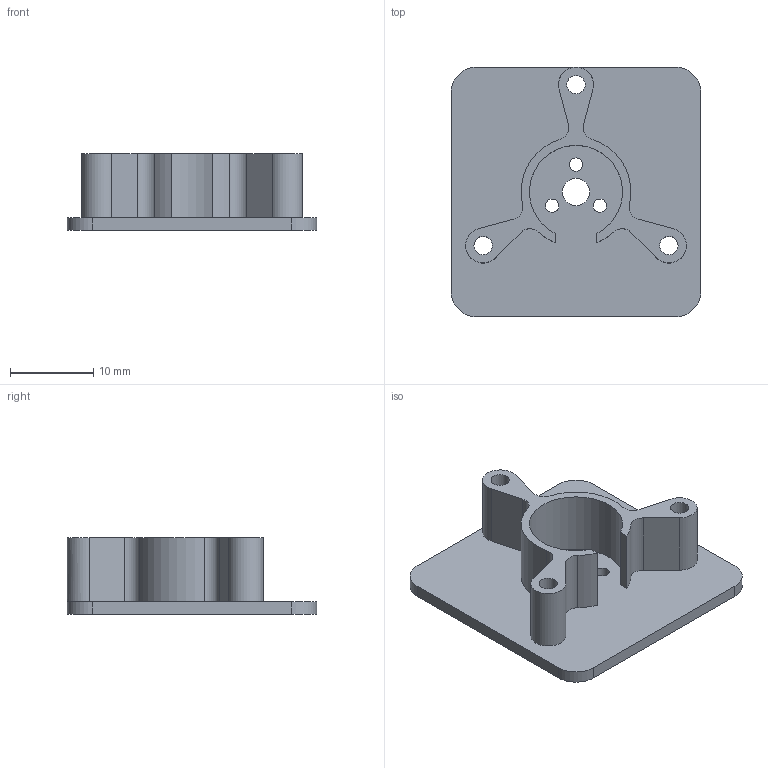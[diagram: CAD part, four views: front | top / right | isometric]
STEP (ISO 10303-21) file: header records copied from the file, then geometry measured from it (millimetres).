
FILE_DESCRIPTION(/* description */ ('STEP AP242','CAx-IF Rec.Pracs.---Representation and Presentation of Product Manufacturing Information (PMI)---4.0---2014-10-13','CAx-IF Rec.Pracs.---3D Tessellated Geometry---0.4---2014-09-14','2;1'),/* implementation_level */ '2;1');
FILE_NAME(/* name */ 'test magnetic encoder - motor mount',/* time_stamp */ '2024-07-25T17:46:04Z',/* author */ (''),/* organization */ (''),/* preprocessor_version */ 'ST-DEVELOPER v20',/* originating_system */ ' ',/* authorisation */ ' ');
FILE_SCHEMA (('AP242_MANAGED_MODEL_BASED_3D_ENGINEERING_MIM_LF { 1 0 10303 442 1 1 4 }'));
Length unit declared in the file: metre
Products named in the file (1): motor mount
Bounding box: 30 x 30 x 9.2 mm (x, y, z)
Volume: 2040.2 mm3; surface area: 3057.3 mm2
Topology: 1 solids, 1 shells, 40 faces, 113 edges, 75 vertices
Faces by surface type: cylinder 25, plane 15
Full cylindrical faces by diameter (mm): 1.6 x3, 2.2 x3, 3.3 x1
Entity records: 1335 total; most frequent: DIRECTION 239, CARTESIAN_POINT 222, ORIENTED_EDGE 212, EDGE_CURVE 106, AXIS2_PLACEMENT_3D 92, VERTEX_POINT 75, EDGE_LOOP 61, FACE_BOUND 61
